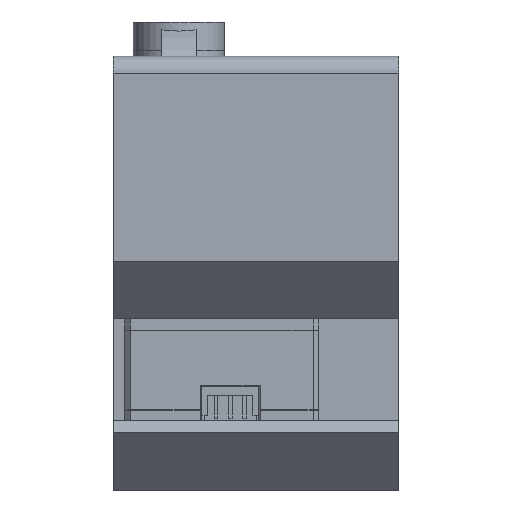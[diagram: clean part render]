
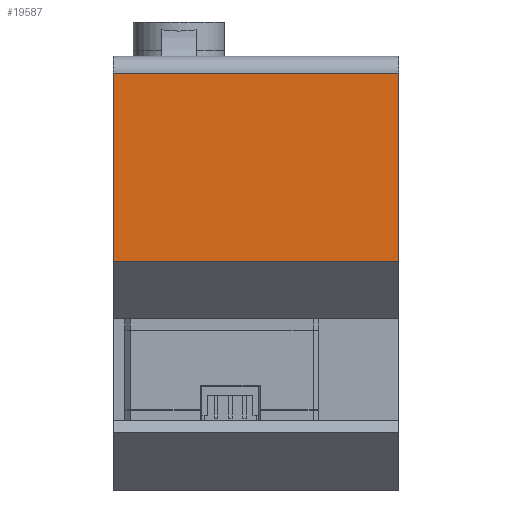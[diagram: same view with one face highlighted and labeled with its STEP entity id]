
A CAD part, left-side view. The second image highlights one B-rep face of the part: STEP entity #19587.
In plain terms, the highlighted planar face has unit normal (-1, 0, 0).
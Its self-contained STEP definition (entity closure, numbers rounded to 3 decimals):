
#2133=FACE_OUTER_BOUND('',#3329,.T.);
#3329=EDGE_LOOP('',(#15231,#15232,#15233,#15234));
#5028=LINE('',#30716,#7047);
#5034=LINE('',#30737,#7053);
#5049=LINE('',#30771,#7068);
#5050=LINE('',#30773,#7069);
#7047=VECTOR('',#24814,10.);
#7053=VECTOR('',#24832,10.);
#7068=VECTOR('',#24867,10.);
#7069=VECTOR('',#24870,10.);
#8935=VERTEX_POINT('',#30713);
#8936=VERTEX_POINT('',#30715);
#8944=VERTEX_POINT('',#30733);
#8954=VERTEX_POINT('',#30769);
#11182=EDGE_CURVE('',#8935,#8936,#5028,.T.);
#11193=EDGE_CURVE('',#8936,#8944,#5034,.T.);
#11210=EDGE_CURVE('',#8935,#8954,#5049,.T.);
#11211=EDGE_CURVE('',#8944,#8954,#5050,.T.);
#15231=ORIENTED_EDGE('',*,*,#11193,.F.);
#15232=ORIENTED_EDGE('',*,*,#11182,.F.);
#15233=ORIENTED_EDGE('',*,*,#11210,.T.);
#15234=ORIENTED_EDGE('',*,*,#11211,.F.);
#18696=PLANE('',#21259);
#19587=ADVANCED_FACE('',(#2133),#18696,.T.);
#21259=AXIS2_PLACEMENT_3D('',#30772,#24868,#24869);
#24814=DIRECTION('',(0.,0.,1.));
#24832=DIRECTION('',(0.,-1.,0.));
#24867=DIRECTION('',(0.,-1.,0.));
#24868=DIRECTION('center_axis',(-1.,0.,0.));
#24869=DIRECTION('ref_axis',(0.,0.,-1.));
#24870=DIRECTION('',(0.,0.,-1.));
#30713=CARTESIAN_POINT('',(-61.,25.,8.));
#30715=CARTESIAN_POINT('',(-61.,25.,41.));
#30716=CARTESIAN_POINT('',(-61.,25.,8.));
#30733=CARTESIAN_POINT('',(-61.,-25.,41.));
#30737=CARTESIAN_POINT('',(-61.,0.,41.));
#30769=CARTESIAN_POINT('',(-61.,-25.,8.));
#30771=CARTESIAN_POINT('',(-61.,25.,8.));
#30772=CARTESIAN_POINT('Origin',(-61.,25.,44.));
#30773=CARTESIAN_POINT('',(-61.,-25.,8.));
